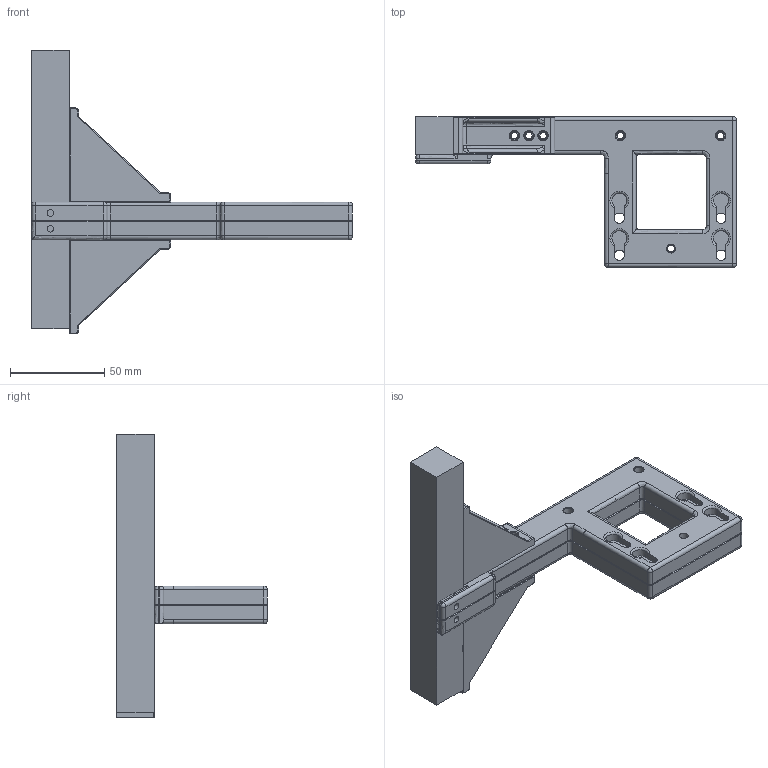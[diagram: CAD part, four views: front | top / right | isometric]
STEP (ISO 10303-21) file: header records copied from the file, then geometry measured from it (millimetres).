
FILE_DESCRIPTION(/* description */ ('STEP AP242 Edition 2','CAx-IF Rec.Pracs.---Representation and Presentation of Product Manufacturing Information (PMI)---4.0---2014-10-13','CAx-IF Rec.Pracs.---3D Tessellated Geometry---0.4---2014-09-14','2;1','CAx-IF Rec.Pracs.---User Defined Attributes---1.5---2016-08-15'),/* implementation_level */ '2;1');
FILE_NAME(/* name */ '69578b1c7136810a8809e09c',/* time_stamp */ '2026-01-02T09:08:46Z',/* author */ (''),/* organization */ (''),/* preprocessor_version */ 'ST-DEVELOPER v20',/* originating_system */ 'ONSHAPE BY PTC INC, 1.208',/* authorisation */ ' ');
FILE_SCHEMA (('AP242_MANAGED_MODEL_BASED_3D_ENGINEERING_MIM_LF { 1 0 10303 442 3 1 4 }'));
Length unit declared in the file: metre
Products named in the file (5): Dockmount_Left; Dock_Left; 2020 Extrusion Mockup; Dockmount-Right; Dock_Right
Bounding box: 170.34 x 80 x 150.7 mm (x, y, z)
Volume: 199088.3 mm3; surface area: 68715.6 mm2
Topology: 5 solids, 5 shells, 440 faces, 1073 edges, 649 vertices
Faces by surface type: bspline 165, plane 160, cylinder 72, cone 35, torus 8
Full cylindrical faces by diameter (mm): 3.4 x17, 3.6 x6, 4.7 x6, 6 x3, 6.1 x8
Entity records: 36283 total; most frequent: CARTESIAN_POINT 27634, ORIENTED_EDGE 1954, DIRECTION 1193, EDGE_CURVE 977, VERTEX_POINT 628, EDGE_LOOP 593, FACE_BOUND 593, B_SPLINE_CURVE_WITH_KNOTS 531
